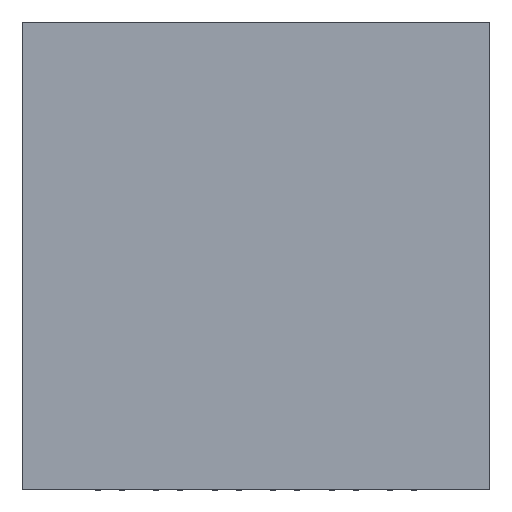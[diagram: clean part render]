
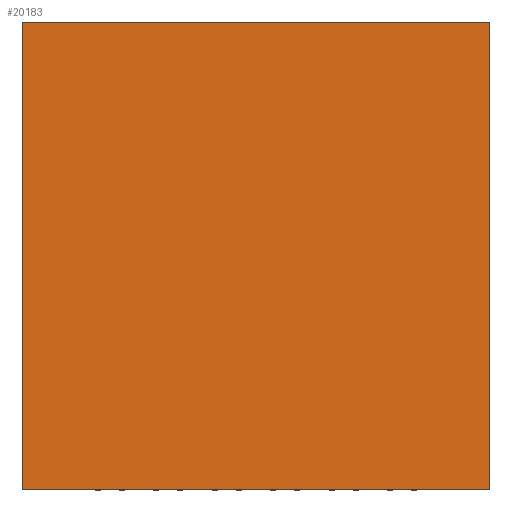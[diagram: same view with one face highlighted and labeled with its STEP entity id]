
A CAD part, top view. The second image highlights one B-rep face of the part: STEP entity #20183.
In plain terms, the highlighted face is planar.
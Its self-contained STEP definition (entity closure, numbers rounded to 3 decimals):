
#16320=DIRECTION('',(0.,0.,1.));
#16321=VECTOR('',#16320,4.);
#16322=CARTESIAN_POINT('',(-2.,0.975,-2.));
#16323=LINE('',#16322,#16321);
#16327=DIRECTION('',(-1.,0.,0.));
#16328=VECTOR('',#16327,4.);
#16329=CARTESIAN_POINT('',(2.,0.975,-2.));
#16330=LINE('',#16329,#16328);
#16334=DIRECTION('',(0.,0.,-1.));
#16335=VECTOR('',#16334,4.);
#16336=CARTESIAN_POINT('',(2.,0.975,2.));
#16337=LINE('',#16336,#16335);
#16341=DIRECTION('',(1.,0.,0.));
#16342=VECTOR('',#16341,4.);
#16343=CARTESIAN_POINT('',(-2.,0.975,2.));
#16344=LINE('',#16343,#16342);
#17406=CARTESIAN_POINT('',(-2.,0.975,-2.));
#17407=CARTESIAN_POINT('',(-2.,0.975,2.));
#17408=VERTEX_POINT('',#17406);
#17409=VERTEX_POINT('',#17407);
#17410=CARTESIAN_POINT('',(2.,0.975,2.));
#17411=VERTEX_POINT('',#17410);
#17412=CARTESIAN_POINT('',(2.,0.975,-2.));
#17413=VERTEX_POINT('',#17412);
#20172=CARTESIAN_POINT('',(0.,0.975,0.));
#20173=DIRECTION('',(0.,1.,0.));
#20174=DIRECTION('',(1.,0.,0.));
#20175=AXIS2_PLACEMENT_3D('',#20172,#20173,#20174);
#20176=PLANE('',#20175);
#20177=ORIENTED_EDGE('',*,*,#18640,.F.);
#20178=ORIENTED_EDGE('',*,*,#18765,.F.);
#20179=ORIENTED_EDGE('',*,*,#19397,.F.);
#20180=ORIENTED_EDGE('',*,*,#19993,.F.);
#20181=EDGE_LOOP('',(#20177,#20178,#20179,#20180));
#20182=FACE_OUTER_BOUND('',#20181,.F.);
#18640=EDGE_CURVE('',#17408,#17409,#16323,.T.);
#18765=EDGE_CURVE('',#17413,#17408,#16330,.T.);
#19397=EDGE_CURVE('',#17411,#17413,#16337,.T.);
#19993=EDGE_CURVE('',#17409,#17411,#16344,.T.);
#20183=ADVANCED_FACE('',(#20182),#20176,.T.);
